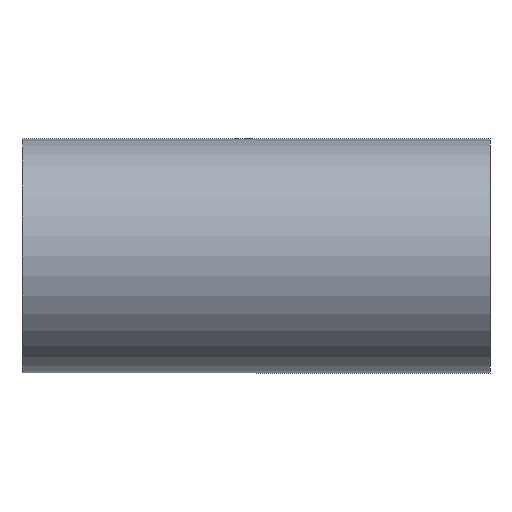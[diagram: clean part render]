
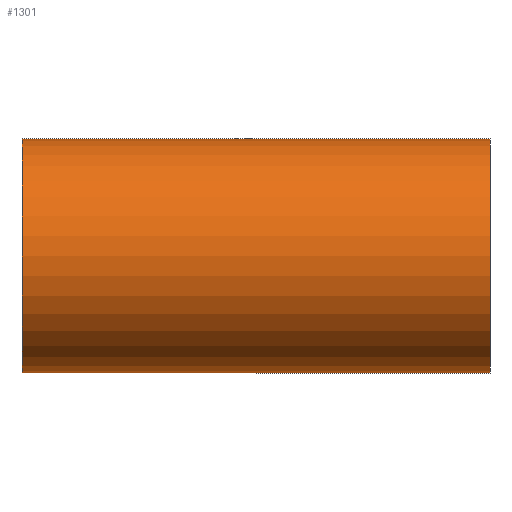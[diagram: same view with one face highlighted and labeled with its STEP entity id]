
A CAD part, front view. The second image highlights one B-rep face of the part: STEP entity #1301.
In plain terms, the highlighted cylindrical face has radius 7.5 mm (diameter 15 mm), a partial arc.
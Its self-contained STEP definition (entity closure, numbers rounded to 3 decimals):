
#76 = CARTESIAN_POINT ( 'NONE',  ( 5.932, 0., 7.5 ) ) ;
#117 = CARTESIAN_POINT ( 'NONE',  ( 30., 0., 0. ) ) ;
#268 = CIRCLE ( 'NONE', #2247, 7.5 ) ;
#305 = DIRECTION ( 'NONE',  ( 1., 0., 0. ) ) ;
#341 = DIRECTION ( 'NONE',  ( 0., 0., -1. ) ) ;
#462 = ORIENTED_EDGE ( 'NONE', *, *, #1665, .F. ) ;
#640 = EDGE_CURVE ( 'NONE', #1581, #1496, #1334, .T. ) ;
#673 = CARTESIAN_POINT ( 'NONE',  ( 0., 0., 0. ) ) ;
#675 = ORIENTED_EDGE ( 'NONE', *, *, #2406, .T. ) ;
#788 = VERTEX_POINT ( 'NONE', #2112 ) ;
#881 = CARTESIAN_POINT ( 'NONE',  ( 5.932, 0., -7.5 ) ) ;
#885 = DIRECTION ( 'NONE',  ( 0., 0., -1. ) ) ;
#898 = DIRECTION ( 'NONE',  ( 0., 0., -1. ) ) ;
#984 = ORIENTED_EDGE ( 'NONE', *, *, #1034, .T. ) ;
#1034 = EDGE_CURVE ( 'NONE', #788, #1561, #1315, .T. ) ;
#1147 = EDGE_LOOP ( 'NONE', ( #2718, #675, #984, #462 ) ) ;
#1275 = CYLINDRICAL_SURFACE ( 'NONE', #1905, 7.5 ) ;
#1301 = ADVANCED_FACE ( 'NONE', ( #2574 ), #1275, .T. ) ;
#1315 = LINE ( 'NONE', #881, #2528 ) ;
#1334 = LINE ( 'NONE', #76, #2409 ) ;
#1496 = VERTEX_POINT ( 'NONE', #2508 ) ;
#1561 = VERTEX_POINT ( 'NONE', #2558 ) ;
#1581 = VERTEX_POINT ( 'NONE', #1629 ) ;
#1629 = CARTESIAN_POINT ( 'NONE',  ( 0., 0., 7.5 ) ) ;
#1657 = DIRECTION ( 'NONE',  ( 1., 0., 0. ) ) ;
#1665 = EDGE_CURVE ( 'NONE', #1496, #1561, #2300, .T. ) ;
#1765 = DIRECTION ( 'NONE',  ( 1., 0., 0. ) ) ;
#1905 = AXIS2_PLACEMENT_3D ( 'NONE', #2223, #1765, #885 ) ;
#2112 = CARTESIAN_POINT ( 'NONE',  ( 0., 0., -7.5 ) ) ;
#2223 = CARTESIAN_POINT ( 'NONE',  ( 5.932, 0., 0. ) ) ;
#2238 = DIRECTION ( 'NONE',  ( 1., 0., 0. ) ) ;
#2247 = AXIS2_PLACEMENT_3D ( 'NONE', #673, #2238, #898 ) ;
#2300 = CIRCLE ( 'NONE', #2488, 7.5 ) ;
#2406 = EDGE_CURVE ( 'NONE', #1581, #788, #268, .T. ) ;
#2409 = VECTOR ( 'NONE', #305, 1000. ) ;
#2488 = AXIS2_PLACEMENT_3D ( 'NONE', #117, #1657, #341 ) ;
#2508 = CARTESIAN_POINT ( 'NONE',  ( 30., 0., 7.5 ) ) ;
#2528 = VECTOR ( 'NONE', #2700, 1000. ) ;
#2558 = CARTESIAN_POINT ( 'NONE',  ( 30., 0., -7.5 ) ) ;
#2574 = FACE_OUTER_BOUND ( 'NONE', #1147, .T. ) ;
#2700 = DIRECTION ( 'NONE',  ( 1., 0., 0. ) ) ;
#2718 = ORIENTED_EDGE ( 'NONE', *, *, #640, .F. ) ;
